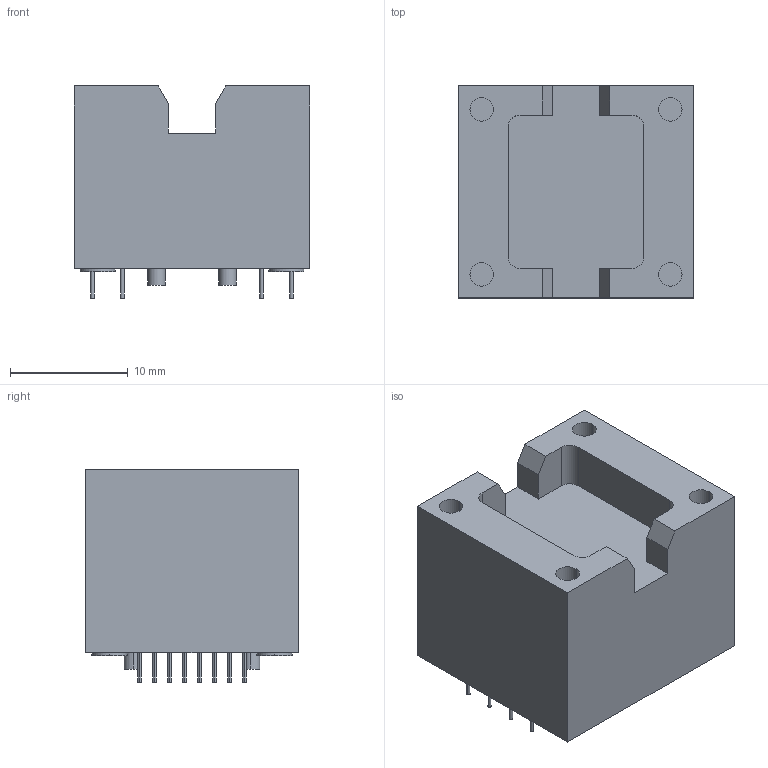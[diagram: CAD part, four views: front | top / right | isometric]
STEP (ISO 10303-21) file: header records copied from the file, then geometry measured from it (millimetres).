
FILE_DESCRIPTION (( 'STEP AP214' ), '1' );
FILE_NAME ('PA-SOCKET-SOICN-16-1.27.STEP', '2026-02-05T17:13:22', ( '' ), ( '' ), 'SwSTEP 2.0', 'SolidWorks 2025', '' );
FILE_SCHEMA (( 'AUTOMOTIVE_DESIGN' ));
Length unit declared in the file: millimetre
Products named in the file (1): PA-SOCKET-SOICN-16-1.27
Bounding box: 20 x 18 x 18 mm (x, y, z)
Volume: 4888.6 mm3; surface area: 2162.2 mm2
Topology: 1 solids, 1 shells, 104 faces, 228 edges, 152 vertices
Faces by surface type: cylinder 56, plane 48
Entity records: 2927 total; most frequent: DIRECTION 550, CARTESIAN_POINT 485, ORIENTED_EDGE 456, EDGE_CURVE 228, AXIS2_PLACEMENT_3D 217, VERTEX_POINT 152, EDGE_LOOP 130, VECTOR 116
